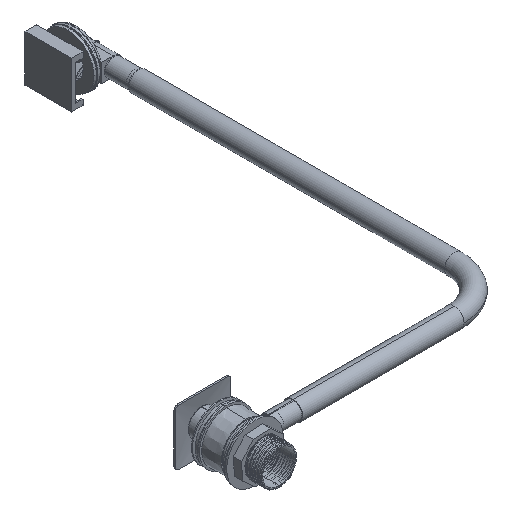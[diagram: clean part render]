
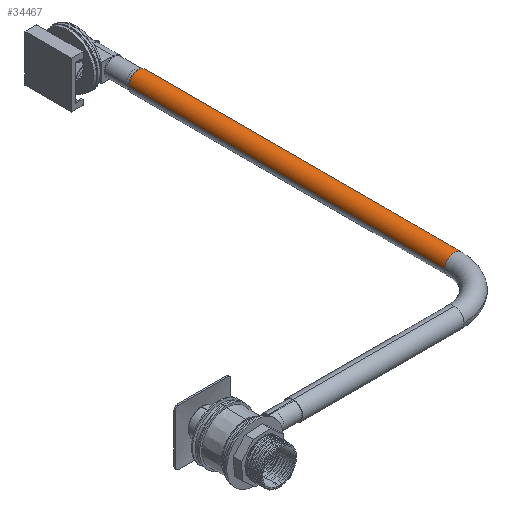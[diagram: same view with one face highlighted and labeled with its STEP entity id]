
A CAD part, isometric view. The second image highlights one B-rep face of the part: STEP entity #34467.
In plain terms, the highlighted cylindrical face has radius 12.5 mm (diameter 25 mm), a partial arc.
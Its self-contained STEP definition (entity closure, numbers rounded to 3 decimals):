
#643 = DIRECTION ( 'NONE',  ( 0., 1., 0. ) ) ;
#981 = CARTESIAN_POINT ( 'NONE',  ( 340., 522., 0. ) ) ;
#1028 = CARTESIAN_POINT ( 'NONE',  ( 352.5, 522., 0. ) ) ;
#2403 = CYLINDRICAL_SURFACE ( 'NONE', #14266, 12.5 ) ;
#3172 = ORIENTED_EDGE ( 'NONE', *, *, #35442, .T. ) ;
#3928 = DIRECTION ( 'NONE',  ( 0., 1., 0. ) ) ;
#4803 = VERTEX_POINT ( 'NONE', #1028 ) ;
#6314 = DIRECTION ( 'NONE',  ( 0., 1., 0. ) ) ;
#6909 = VERTEX_POINT ( 'NONE', #12396 ) ;
#6987 = DIRECTION ( 'NONE',  ( -1., 0., 0. ) ) ;
#7018 = AXIS2_PLACEMENT_3D ( 'NONE', #10429, #3928, #6987 ) ;
#8521 = DIRECTION ( 'NONE',  ( 0., 1., 0. ) ) ;
#9349 = EDGE_LOOP ( 'NONE', ( #3172, #28886, #18238, #19233 ) ) ;
#10032 = LINE ( 'NONE', #19289, #33846 ) ;
#10429 = CARTESIAN_POINT ( 'NONE',  ( 340., 114., 0. ) ) ;
#12396 = CARTESIAN_POINT ( 'NONE',  ( 352.5, 114., 0. ) ) ;
#13308 = DIRECTION ( 'NONE',  ( 0., 1., 0. ) ) ;
#14266 = AXIS2_PLACEMENT_3D ( 'NONE', #17582, #8521, #32549 ) ;
#15186 = LINE ( 'NONE', #24215, #27755 ) ;
#16635 = FACE_OUTER_BOUND ( 'NONE', #9349, .T. ) ;
#17582 = CARTESIAN_POINT ( 'NONE',  ( 340., 114., 0. ) ) ;
#18238 = ORIENTED_EDGE ( 'NONE', *, *, #26909, .F. ) ;
#19233 = ORIENTED_EDGE ( 'NONE', *, *, #33524, .F. ) ;
#19289 = CARTESIAN_POINT ( 'NONE',  ( 352.5, 114., 0. ) ) ;
#19593 = VERTEX_POINT ( 'NONE', #29567 ) ;
#24215 = CARTESIAN_POINT ( 'NONE',  ( 327.5, 114., 0. ) ) ;
#26909 = EDGE_CURVE ( 'NONE', #27279, #4803, #28700, .T. ) ;
#27279 = VERTEX_POINT ( 'NONE', #30848 ) ;
#27755 = VECTOR ( 'NONE', #643, 1000. ) ;
#28700 = CIRCLE ( 'NONE', #34852, 12.5 ) ;
#28886 = ORIENTED_EDGE ( 'NONE', *, *, #30583, .T. ) ;
#29567 = CARTESIAN_POINT ( 'NONE',  ( 327.5, 114., 0. ) ) ;
#30330 = CIRCLE ( 'NONE', #7018, 12.5 ) ;
#30583 = EDGE_CURVE ( 'NONE', #6909, #4803, #10032, .T. ) ;
#30848 = CARTESIAN_POINT ( 'NONE',  ( 327.5, 522., 0. ) ) ;
#32549 = DIRECTION ( 'NONE',  ( -1., 0., 0. ) ) ;
#33024 = DIRECTION ( 'NONE',  ( -1., 0., 0. ) ) ;
#33524 = EDGE_CURVE ( 'NONE', #19593, #27279, #15186, .T. ) ;
#33846 = VECTOR ( 'NONE', #13308, 1000. ) ;
#34467 = ADVANCED_FACE ( 'NONE', ( #16635 ), #2403, .T. ) ;
#34852 = AXIS2_PLACEMENT_3D ( 'NONE', #981, #6314, #33024 ) ;
#35442 = EDGE_CURVE ( 'NONE', #19593, #6909, #30330, .T. ) ;
